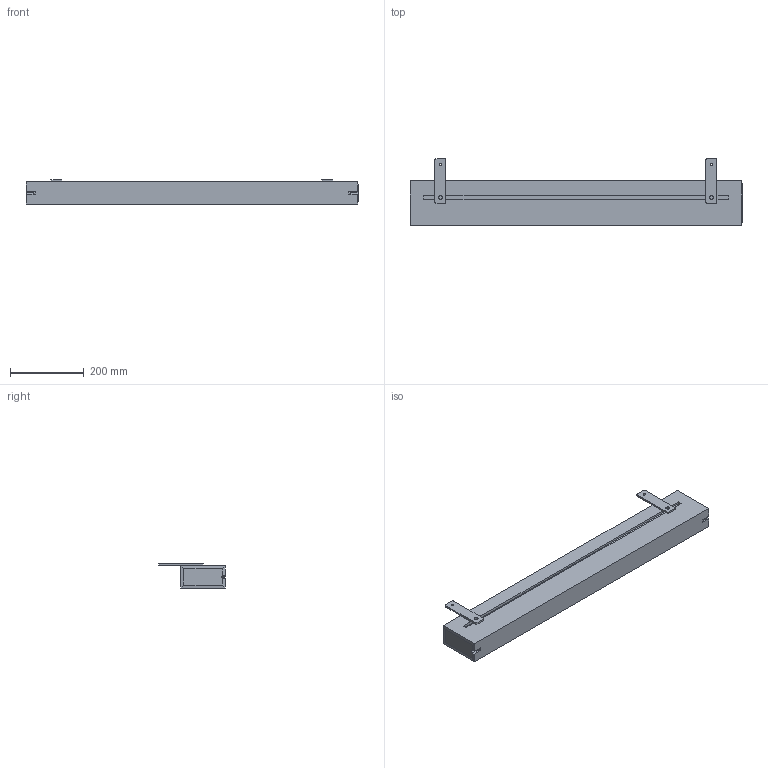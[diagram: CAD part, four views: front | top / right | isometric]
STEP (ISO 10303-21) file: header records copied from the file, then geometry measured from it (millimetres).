
FILE_DESCRIPTION(('STEP AP214'),'1');
FILE_NAME('cctmp_0B5D16E8-C915-4085-B7B6-1374BCE051FB_2020_1_20_9_59_31_151..stp','2020-01-20T08:59:31',('Bosch Rexroth AG'),('CADClick - www.CADClick.com'),'Spatial InterOp 3D',' ','unknown authorization - (Healing Option Enabled)');
FILE_SCHEMA(('AUTOMOTIVE_DESIGN'));
Length unit declared in the file: millimetre
Products named in the file (1): 2020_01_20__09-59-31-151
Bounding box: 899 x 180 x 65 mm (x, y, z)
Volume: 6243071.9 mm3; surface area: 387723.9 mm2
Topology: 1 solids, 1 shells, 89 faces, 238 edges, 148 vertices
Faces by surface type: plane 61, cylinder 24, cone 4
Entity records: 3500 total; most frequent: DIRECTION 482, CARTESIAN_POINT 476, ORIENTED_EDGE 476, EDGE_CURVE 238, LINE 174, VECTOR 174, AXIS2_PLACEMENT_3D 154, VERTEX_POINT 148
